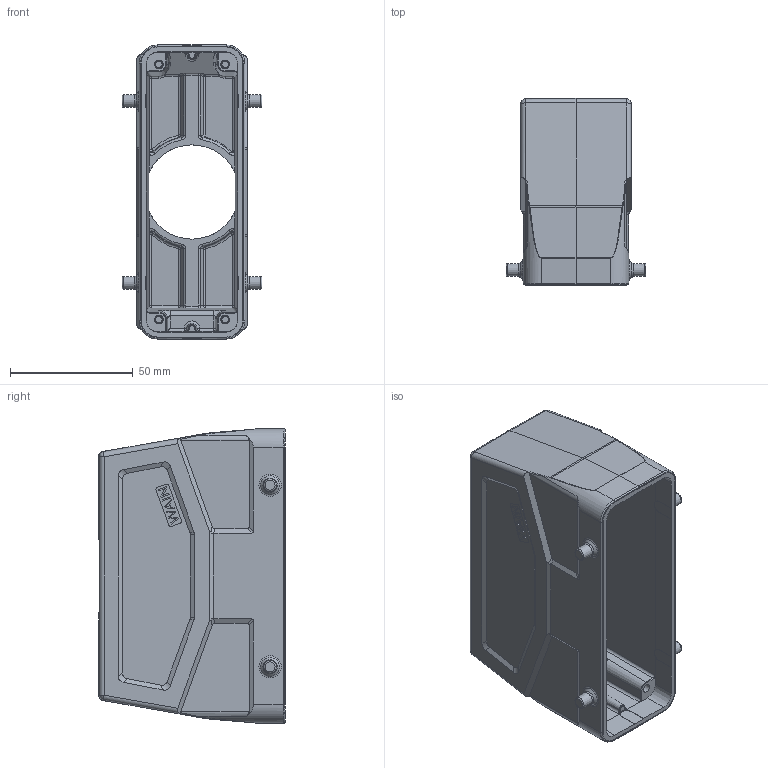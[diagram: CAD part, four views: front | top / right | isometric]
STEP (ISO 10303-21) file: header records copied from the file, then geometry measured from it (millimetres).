
FILE_DESCRIPTION(/* description */ (''),/* implementation_level */ '2;1');
FILE_NAME(/* name */ 'prt0025_stp.stp',/* time_stamp */ '2023-11-30T13:45:27+08:00',/* author */ (''),/* organization */ (''),/* preprocessor_version */ 'ST-DEVELOPER v18.1',/* originating_system */ 'SIEMENS PLM Software NX 1980',/* authorisation */ '');
FILE_SCHEMA (('AUTOMOTIVE_DESIGN { 1 0 10303 214 3 1 1 1 }'));
Length unit declared in the file: millimetre
Products named in the file (1): prt0025_stp
Bounding box: 57 x 76 x 120 mm (x, y, z)
Volume: 95849.9 mm3; surface area: 52082.5 mm2
Topology: 1 solids, 1 shells, 528 faces, 1311 edges, 803 vertices
Faces by surface type: plane 231, cylinder 160, bspline 58, torus 32, sphere 23, cone 22, extrusion 2
Full cylindrical faces by diameter (mm): 2.7 x4, 3.5 x4, 38.4 x1
Entity records: 17188 total; most frequent: CARTESIAN_POINT 4923, DIRECTION 2561, ORIENTED_EDGE 2532, EDGE_CURVE 1266, AXIS2_PLACEMENT_3D 931, VERTEX_POINT 796, VECTOR 699, LINE 697
